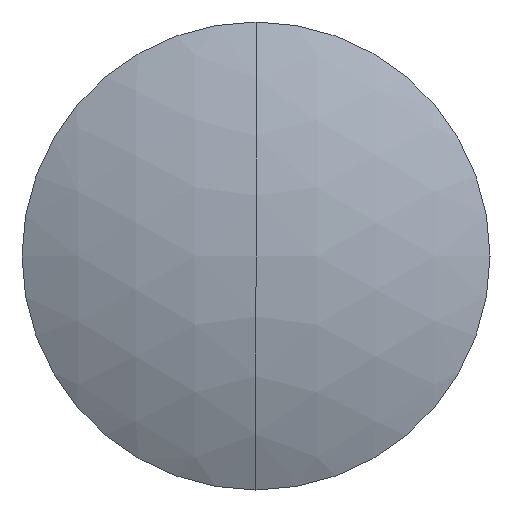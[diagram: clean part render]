
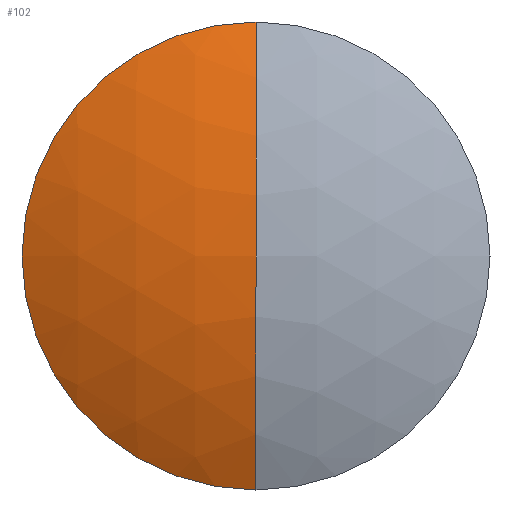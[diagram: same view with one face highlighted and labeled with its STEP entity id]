
A CAD part, left-side view. The second image highlights one B-rep face of the part: STEP entity #102.
In plain terms, the highlighted spherical face has radius 11.088 mm.
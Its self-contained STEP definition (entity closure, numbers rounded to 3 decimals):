
#5 = DIRECTION ( 'NONE',  ( 0., 0., 1. ) ) ;
#13 = CIRCLE ( 'NONE', #133, 11.088 ) ;
#25 = VERTEX_POINT ( 'NONE', #215 ) ;
#27 = CARTESIAN_POINT ( 'NONE',  ( 7.703, 0., 0. ) ) ;
#48 = FACE_OUTER_BOUND ( 'NONE', #208, .T. ) ;
#59 = DIRECTION ( 'NONE',  ( 0., 0., 1. ) ) ;
#66 = VERTEX_POINT ( 'NONE', #304 ) ;
#79 = AXIS2_PLACEMENT_3D ( 'NONE', #189, #161, #248 ) ;
#100 = AXIS2_PLACEMENT_3D ( 'NONE', #184, #211, #240 ) ;
#102 = ADVANCED_FACE ( 'NONE', ( #48 ), #118, .T. ) ;
#116 = ORIENTED_EDGE ( 'NONE', *, *, #279, .T. ) ;
#118 = SPHERICAL_SURFACE ( 'NONE', #79, 11.088 ) ;
#119 = EDGE_CURVE ( 'NONE', #66, #333, #275, .T. ) ;
#133 = AXIS2_PLACEMENT_3D ( 'NONE', #27, #206, #59 ) ;
#148 = ORIENTED_EDGE ( 'NONE', *, *, #185, .T. ) ;
#161 = DIRECTION ( 'NONE',  ( 0., 1., 0. ) ) ;
#179 = DIRECTION ( 'NONE',  ( -1., 0., 0. ) ) ;
#184 = CARTESIAN_POINT ( 'NONE',  ( 7.703, 0., 0. ) ) ;
#185 = EDGE_CURVE ( 'NONE', #66, #25, #331, .T. ) ;
#189 = CARTESIAN_POINT ( 'NONE',  ( 7.703, 0., 0. ) ) ;
#206 = DIRECTION ( 'NONE',  ( 0., 1., 0. ) ) ;
#208 = EDGE_LOOP ( 'NONE', ( #148, #116, #307 ) ) ;
#211 = DIRECTION ( 'NONE',  ( 0., -1., 0. ) ) ;
#215 = CARTESIAN_POINT ( 'NONE',  ( -2.194, 0., -5. ) ) ;
#240 = DIRECTION ( 'NONE',  ( 0., 0., -1. ) ) ;
#243 = AXIS2_PLACEMENT_3D ( 'NONE', #271, #179, #5 ) ;
#248 = DIRECTION ( 'NONE',  ( 0., 0., 1. ) ) ;
#271 = CARTESIAN_POINT ( 'NONE',  ( -2.194, 0., 0. ) ) ;
#275 = CIRCLE ( 'NONE', #100, 11.088 ) ;
#279 = EDGE_CURVE ( 'NONE', #25, #333, #13, .T. ) ;
#304 = CARTESIAN_POINT ( 'NONE',  ( -2.194, 0., 5. ) ) ;
#307 = ORIENTED_EDGE ( 'NONE', *, *, #119, .F. ) ;
#312 = CARTESIAN_POINT ( 'NONE',  ( -3.385, 0., 0. ) ) ;
#331 = CIRCLE ( 'NONE', #243, 5. ) ;
#333 = VERTEX_POINT ( 'NONE', #312 ) ;
